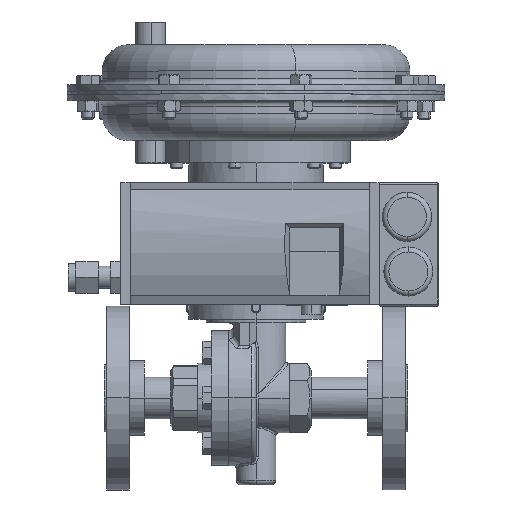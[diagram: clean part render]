
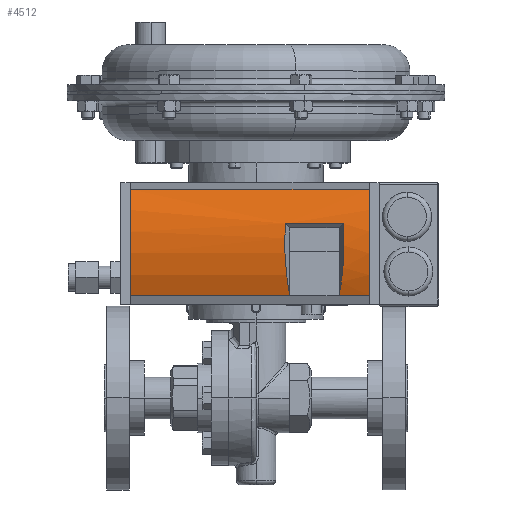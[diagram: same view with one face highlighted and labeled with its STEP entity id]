
A CAD part, top view. The second image highlights one B-rep face of the part: STEP entity #4512.
In plain terms, the highlighted cylindrical face has radius 89.534 mm (diameter 179.068 mm), a partial arc.
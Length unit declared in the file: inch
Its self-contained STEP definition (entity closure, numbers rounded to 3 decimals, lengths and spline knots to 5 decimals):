
#1329 = CARTESIAN_POINT ( 'NONE',  ( -1.6046, 8.07896, 9.55506 ) ) ;
#1496 = VERTEX_POINT ( 'NONE', #14216 ) ;
#2280 = CIRCLE ( 'NONE', #4221, 3.52496 ) ;
#2321 = CARTESIAN_POINT ( 'NONE',  ( 4.3954, 5.39866, 9.55506 ) ) ;
#2391 = CARTESIAN_POINT ( 'NONE',  ( 3.63807, 5.39866, 9.55506 ) ) ;
#2634 = VECTOR ( 'NONE', #18999, 39.37008 ) ;
#2893 = CARTESIAN_POINT ( 'NONE',  ( 3.74654, 7.21317, 9.78769 ) ) ;
#2905 = ORIENTED_EDGE ( 'NONE', *, *, #19072, .T. ) ;
#3230 = CARTESIAN_POINT ( 'NONE',  ( -1.6046, 6.73881, 6.29479 ) ) ;
#3555 = LINE ( 'NONE', #9773, #9469 ) ;
#3612 = CARTESIAN_POINT ( 'NONE',  ( -1.6046, 8.07896, 9.55506 ) ) ;
#4136 = VERTEX_POINT ( 'NONE', #3612 ) ;
#4193 = VERTEX_POINT ( 'NONE', #8371 ) ;
#4221 = AXIS2_PLACEMENT_3D ( 'NONE', #3230, #18805, #5463 ) ;
#4353 = EDGE_CURVE ( 'NONE', #21390, #21096, #21281, .T. ) ;
#4398 = CARTESIAN_POINT ( 'NONE',  ( 2.24934, 6.59481, 9.87167 ) ) ;
#4512 = ADVANCED_FACE ( 'NONE', ( #8006 ), #11123, .T. ) ;
#5168 = VECTOR ( 'NONE', #16875, 39.37008 ) ;
#5241 =( BOUNDED_CURVE ( )  B_SPLINE_CURVE ( 3, ( #15476, #28831, #4398, #19982 ),
 .UNSPECIFIED., .F., .F. ) 
 B_SPLINE_CURVE_WITH_KNOTS ( ( 4, 4 ),
 ( 2.75159, 3.27657 ),
 .UNSPECIFIED. ) 
 CURVE ( )  GEOMETRIC_REPRESENTATION_ITEM ( )  RATIONAL_B_SPLINE_CURVE ( ( 1., 0.977, 0.977, 1. ) ) 
 REPRESENTATION_ITEM ( '' )  );
#5463 = DIRECTION ( 'NONE',  ( 0., -1., 0. ) ) ;
#6599 = VERTEX_POINT ( 'NONE', #25070 ) ;
#7435 = CARTESIAN_POINT ( 'NONE',  ( 3.63807, 5.39866, 9.55506 ) ) ;
#8006 = FACE_OUTER_BOUND ( 'NONE', #21275, .T. ) ;
#8371 = CARTESIAN_POINT ( 'NONE',  ( 2.39698, 5.39866, 9.55506 ) ) ;
#8438 = ORIENTED_EDGE ( 'NONE', *, *, #16083, .F. ) ;
#9469 = VECTOR ( 'NONE', #23179, 39.37008 ) ;
#9773 = CARTESIAN_POINT ( 'NONE',  ( -1.6046, 7.21317, 9.78769 ) ) ;
#9924 = ORIENTED_EDGE ( 'NONE', *, *, #26061, .T. ) ;
#10376 = LINE ( 'NONE', #1329, #5168 ) ;
#11123 = CYLINDRICAL_SURFACE ( 'NONE', #13079, 3.52496 ) ;
#11523 = ORIENTED_EDGE ( 'NONE', *, *, #4353, .T. ) ;
#11777 = CARTESIAN_POINT ( 'NONE',  ( 3.7857, 6.59481, 9.87167 ) ) ;
#12473 = CARTESIAN_POINT ( 'NONE',  ( -1.6046, 6.73881, 6.29479 ) ) ;
#13079 = AXIS2_PLACEMENT_3D ( 'NONE', #12473, #22574, #20727 ) ;
#13267 = CARTESIAN_POINT ( 'NONE',  ( -1.6046, 5.39866, 9.55506 ) ) ;
#13727 = VERTEX_POINT ( 'NONE', #2391 ) ;
#14064 = DIRECTION ( 'NONE',  ( -1., 0., 0. ) ) ;
#14210 = EDGE_CURVE ( 'NONE', #1496, #4136, #2280, .T. ) ;
#14216 = CARTESIAN_POINT ( 'NONE',  ( -1.6046, 5.39866, 9.55506 ) ) ;
#15337 = ORIENTED_EDGE ( 'NONE', *, *, #14210, .F. ) ;
#15476 = CARTESIAN_POINT ( 'NONE',  ( 2.39698, 5.39866, 9.55506 ) ) ;
#15576 = VECTOR ( 'NONE', #24479, 39.37008 ) ;
#16083 = EDGE_CURVE ( 'NONE', #4136, #21096, #10376, .T. ) ;
#16579 = ORIENTED_EDGE ( 'NONE', *, *, #21609, .F. ) ;
#16712 = CARTESIAN_POINT ( 'NONE',  ( -1.6046, 5.39866, 9.55506 ) ) ;
#16716 = CARTESIAN_POINT ( 'NONE',  ( 4.3954, 8.07896, 9.55506 ) ) ;
#16875 = DIRECTION ( 'NONE',  ( 1., 0., 0. ) ) ;
#18222 = EDGE_CURVE ( 'NONE', #1496, #4193, #20409, .T. ) ;
#18464 = CARTESIAN_POINT ( 'NONE',  ( 4.3954, 6.73881, 6.29479 ) ) ;
#18516 = CARTESIAN_POINT ( 'NONE',  ( 3.74654, 7.21317, 9.78769 ) ) ;
#18805 = DIRECTION ( 'NONE',  ( -1., 0., 0. ) ) ;
#18999 = DIRECTION ( 'NONE',  ( 1., 0., 0. ) ) ;
#19072 = EDGE_CURVE ( 'NONE', #21543, #13727, #27429, .T. ) ;
#19982 = CARTESIAN_POINT ( 'NONE',  ( 2.2885, 7.21317, 9.78769 ) ) ;
#20409 = LINE ( 'NONE', #16712, #2634 ) ;
#20727 = DIRECTION ( 'NONE',  ( 0., 1., 0. ) ) ;
#20779 = CARTESIAN_POINT ( 'NONE',  ( 3.7487, 5.97584, 9.79231 ) ) ;
#21096 = VERTEX_POINT ( 'NONE', #16716 ) ;
#21275 = EDGE_LOOP ( 'NONE', ( #16579, #2905, #9924, #11523, #8438, #15337, #26987, #25584 ) ) ;
#21281 = CIRCLE ( 'NONE', #25040, 3.52496 ) ;
#21390 = VERTEX_POINT ( 'NONE', #2321 ) ;
#21543 = VERTEX_POINT ( 'NONE', #2893 ) ;
#21561 = LINE ( 'NONE', #13267, #15576 ) ;
#21609 = EDGE_CURVE ( 'NONE', #21543, #6599, #3555, .T. ) ;
#22574 = DIRECTION ( 'NONE',  ( 1., 0., 0. ) ) ;
#23179 = DIRECTION ( 'NONE',  ( -1., 0., 0. ) ) ;
#24479 = DIRECTION ( 'NONE',  ( 1., 0., 0. ) ) ;
#25040 = AXIS2_PLACEMENT_3D ( 'NONE', #18464, #14064, #28862 ) ;
#25070 = CARTESIAN_POINT ( 'NONE',  ( 2.2885, 7.21317, 9.78769 ) ) ;
#25584 = ORIENTED_EDGE ( 'NONE', *, *, #28759, .T. ) ;
#26061 = EDGE_CURVE ( 'NONE', #13727, #21390, #21561, .T. ) ;
#26987 = ORIENTED_EDGE ( 'NONE', *, *, #18222, .T. ) ;
#27429 =( BOUNDED_CURVE ( )  B_SPLINE_CURVE ( 3, ( #18516, #11777, #20779, #7435 ),
 .UNSPECIFIED., .F., .F. ) 
 B_SPLINE_CURVE_WITH_KNOTS ( ( 4, 4 ),
 ( 6.14821, 6.67319 ),
 .UNSPECIFIED. ) 
 CURVE ( )  GEOMETRIC_REPRESENTATION_ITEM ( )  RATIONAL_B_SPLINE_CURVE ( ( 1., 0.977, 0.977, 1. ) ) 
 REPRESENTATION_ITEM ( '' )  );
#28759 = EDGE_CURVE ( 'NONE', #4193, #6599, #5241, .T. ) ;
#28831 = CARTESIAN_POINT ( 'NONE',  ( 2.28634, 5.97584, 9.79231 ) ) ;
#28862 = DIRECTION ( 'NONE',  ( 0., -1., 0. ) ) ;
